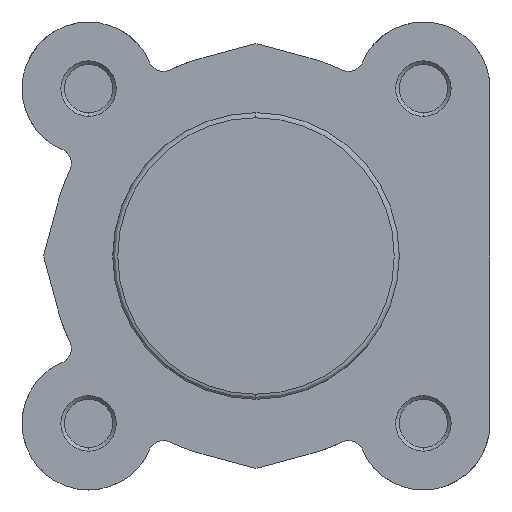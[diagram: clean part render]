
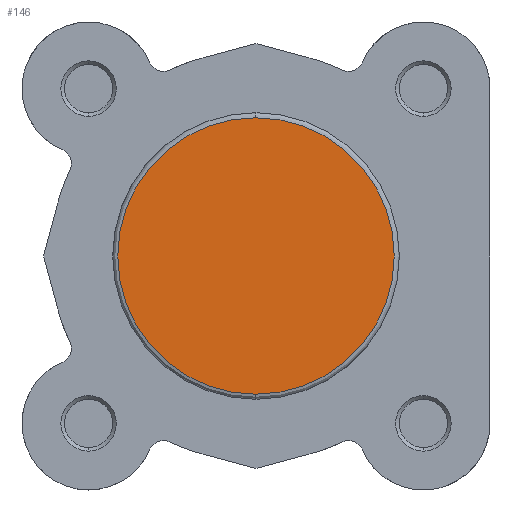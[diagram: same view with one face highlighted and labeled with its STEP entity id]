
A CAD part, left-side view. The second image highlights one B-rep face of the part: STEP entity #146.
In plain terms, the highlighted planar face has unit normal (-1, 0, 0).
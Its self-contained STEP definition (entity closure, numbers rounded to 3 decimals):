
#146 = ADVANCED_FACE ( 'NONE', ( #4639 ), #862, .F. ) ;
#432 = AXIS2_PLACEMENT_3D ( 'NONE', #861, #863, #864 ) ;
#550 = AXIS2_PLACEMENT_3D ( 'NONE', #1322, #1323, #1324 ) ;
#744 = AXIS2_PLACEMENT_3D ( 'NONE', #3038, #3046, #3047 ) ;
#861 = CARTESIAN_POINT ( 'NONE',  ( 0., 12.5, 0. ) ) ;
#862 = PLANE ( 'NONE',  #432 ) ;
#863 = DIRECTION ( 'NONE',  ( 1., 0., 0. ) ) ;
#864 = DIRECTION ( 'NONE',  ( 0., 0., -1. ) ) ;
#1322 = CARTESIAN_POINT ( 'NONE',  ( 0., 0., 0. ) ) ;
#1323 = DIRECTION ( 'NONE',  ( -1., 0., 0. ) ) ;
#1324 = DIRECTION ( 'NONE',  ( 0., 0., -1. ) ) ;
#2022 = CIRCLE ( 'NONE', #550, 19.2 ) ;
#2564 = CIRCLE ( 'NONE', #744, 19.2 ) ;
#3038 = CARTESIAN_POINT ( 'NONE',  ( 0., 0., 0. ) ) ;
#3046 = DIRECTION ( 'NONE',  ( -1., 0., 0. ) ) ;
#3047 = DIRECTION ( 'NONE',  ( 0., 0., -1. ) ) ;
#3286 = CARTESIAN_POINT ( 'NONE',  ( 0., 0., -19.2 ) ) ;
#3500 = CARTESIAN_POINT ( 'NONE',  ( 0., 0., 19.2 ) ) ;
#3899 = EDGE_LOOP ( 'NONE', ( #4921, #4910 ) ) ;
#4639 = FACE_OUTER_BOUND ( 'NONE', #3899, .T. ) ;
#4910 = ORIENTED_EDGE ( 'NONE', *, *, #5656, .T. ) ;
#4921 = ORIENTED_EDGE ( 'NONE', *, *, #5189, .T. ) ;
#5189 = EDGE_CURVE ( 'NONE', #6383, #6631, #2022, .T. ) ;
#5656 = EDGE_CURVE ( 'NONE', #6631, #6383, #2564, .T. ) ;
#6383 = VERTEX_POINT ( 'NONE', #3286 ) ;
#6631 = VERTEX_POINT ( 'NONE', #3500 ) ;
